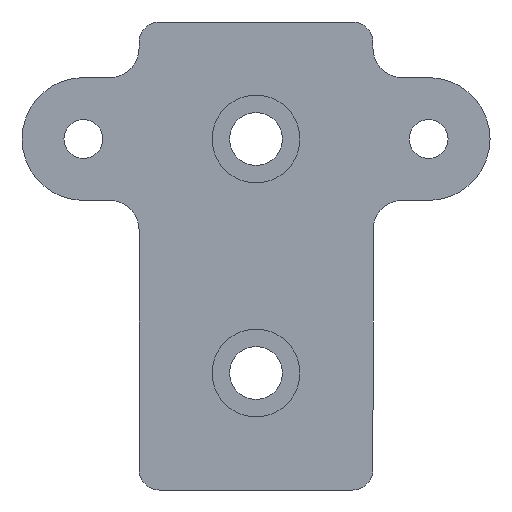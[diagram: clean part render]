
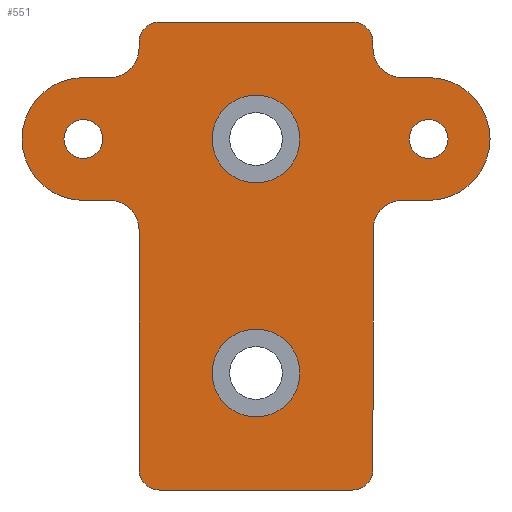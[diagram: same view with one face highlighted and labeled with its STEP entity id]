
A CAD part, front view. The second image highlights one B-rep face of the part: STEP entity #551.
In plain terms, the highlighted planar face has unit normal (0, -1, 0).
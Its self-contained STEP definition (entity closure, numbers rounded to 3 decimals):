
#98=CARTESIAN_POINT('',(7.5,-7.5,19.998));
#99=VERTEX_POINT('',#98);
#100=CARTESIAN_POINT('',(0.,-7.5,19.998));
#101=DIRECTION('',(0.0,1.0,0.0));
#102=DIRECTION('',(1.0,0.0,0.0));
#103=AXIS2_PLACEMENT_3D('',#100,#101,#102);
#104=CIRCLE('',#103,7.5);
#105=EDGE_CURVE('',#99,#99,#104,.T.);
#208=CARTESIAN_POINT('',(7.5,-7.5,59.998));
#209=VERTEX_POINT('',#208);
#210=CARTESIAN_POINT('',(0.,-7.5,59.998));
#211=DIRECTION('',(0.0,1.0,0.0));
#212=DIRECTION('',(1.0,0.0,0.0));
#213=AXIS2_PLACEMENT_3D('',#210,#211,#212);
#214=CIRCLE('',#213,7.5);
#215=EDGE_CURVE('',#209,#209,#214,.T.);
#301=CARTESIAN_POINT('',(-26.177,-7.5,59.998));
#302=VERTEX_POINT('',#301);
#303=CARTESIAN_POINT('',(-29.5,-7.5,59.998));
#304=DIRECTION('',(0.0,1.0,0.0));
#305=DIRECTION('',(1.0,0.0,0.0));
#306=AXIS2_PLACEMENT_3D('',#303,#304,#305);
#307=CIRCLE('',#306,3.324);
#308=EDGE_CURVE('',#302,#302,#307,.T.);
#350=CARTESIAN_POINT('',(32.824,-7.5,59.998));
#351=VERTEX_POINT('',#350);
#352=CARTESIAN_POINT('',(29.5,-7.5,59.998));
#353=DIRECTION('',(0.0,1.0,0.0));
#354=DIRECTION('',(1.0,0.0,0.0));
#355=AXIS2_PLACEMENT_3D('',#352,#353,#354);
#356=CIRCLE('',#355,3.324);
#357=EDGE_CURVE('',#351,#351,#356,.T.);
#362=CARTESIAN_POINT('',(0.,-7.5,43.714));
#363=DIRECTION('',(0.0,1.0,0.0));
#364=DIRECTION('',(0.0,0.0,1.0));
#365=AXIS2_PLACEMENT_3D('',#362,#363,#364);
#366=PLANE('',#365);
#367=CARTESIAN_POINT('',(16.5,-7.5,-0.002));
#368=VERTEX_POINT('',#367);
#369=CARTESIAN_POINT('',(-16.5,-7.5,-0.002));
#370=VERTEX_POINT('',#369);
#371=CARTESIAN_POINT('',(16.5,-7.5,-0.002));
#372=DIRECTION('',(-1.0,0.0,0.0));
#373=VECTOR('',#372,33.);
#374=LINE('',#371,#373);
#375=EDGE_CURVE('',#368,#370,#374,.T.);
#376=ORIENTED_EDGE('',*,*,#375,.F.);
#377=CARTESIAN_POINT('',(20.0,-7.5,3.498));
#378=VERTEX_POINT('',#377);
#379=CARTESIAN_POINT('',(16.5,-7.5,3.498));
#380=DIRECTION('',(0.0,1.0,0.0));
#381=DIRECTION('',(1.0,0.0,0.0));
#382=AXIS2_PLACEMENT_3D('',#379,#380,#381);
#383=CIRCLE('',#382,3.5);
#384=EDGE_CURVE('',#378,#368,#383,.T.);
#385=ORIENTED_EDGE('',*,*,#384,.F.);
#386=CARTESIAN_POINT('',(20.,-7.5,44.498));
#387=VERTEX_POINT('',#386);
#388=CARTESIAN_POINT('',(20.,-7.5,44.498));
#389=DIRECTION('',(0.0,0.0,-1.0));
#390=VECTOR('',#389,41.);
#391=LINE('',#388,#390);
#392=EDGE_CURVE('',#387,#378,#391,.T.);
#393=ORIENTED_EDGE('',*,*,#392,.F.);
#394=CARTESIAN_POINT('',(25.,-7.5,49.498));
#395=VERTEX_POINT('',#394);
#396=CARTESIAN_POINT('',(25.,-7.5,44.498));
#397=DIRECTION('',(0.0,-1.0,0.0));
#398=DIRECTION('',(1.0,0.0,0.0));
#399=AXIS2_PLACEMENT_3D('',#396,#397,#398);
#400=CIRCLE('',#399,5.);
#401=EDGE_CURVE('',#395,#387,#400,.T.);
#402=ORIENTED_EDGE('',*,*,#401,.F.);
#403=CARTESIAN_POINT('',(29.5,-7.5,49.498));
#404=VERTEX_POINT('',#403);
#405=CARTESIAN_POINT('',(29.5,-7.5,49.498));
#406=DIRECTION('',(-1.0,0.0,0.0));
#407=VECTOR('',#406,4.5);
#408=LINE('',#405,#407);
#409=EDGE_CURVE('',#404,#395,#408,.T.);
#410=ORIENTED_EDGE('',*,*,#409,.F.);
#411=CARTESIAN_POINT('',(29.5,-7.5,70.498));
#412=VERTEX_POINT('',#411);
#413=CARTESIAN_POINT('',(29.5,-7.5,59.998));
#414=DIRECTION('',(0.0,1.0,0.0));
#415=DIRECTION('',(0.0,0.0,1.0));
#416=AXIS2_PLACEMENT_3D('',#413,#414,#415);
#417=CIRCLE('',#416,10.5);
#418=EDGE_CURVE('',#412,#404,#417,.T.);
#419=ORIENTED_EDGE('',*,*,#418,.F.);
#420=CARTESIAN_POINT('',(25.,-7.5,70.498));
#421=VERTEX_POINT('',#420);
#422=CARTESIAN_POINT('',(25.,-7.5,70.498));
#423=DIRECTION('',(1.0,0.0,0.0));
#424=VECTOR('',#423,4.5);
#425=LINE('',#422,#424);
#426=EDGE_CURVE('',#421,#412,#425,.T.);
#427=ORIENTED_EDGE('',*,*,#426,.F.);
#428=CARTESIAN_POINT('',(20.,-7.5,75.498));
#429=VERTEX_POINT('',#428);
#430=CARTESIAN_POINT('',(25.,-7.5,75.498));
#431=DIRECTION('',(0.0,-1.0,0.0));
#432=DIRECTION('',(0.0,0.0,1.0));
#433=AXIS2_PLACEMENT_3D('',#430,#431,#432);
#434=CIRCLE('',#433,5.);
#435=EDGE_CURVE('',#429,#421,#434,.T.);
#436=ORIENTED_EDGE('',*,*,#435,.F.);
#437=CARTESIAN_POINT('',(20.,-7.5,76.498));
#438=VERTEX_POINT('',#437);
#439=CARTESIAN_POINT('',(20.,-7.5,76.498));
#440=DIRECTION('',(0.0,0.0,-1.0));
#441=VECTOR('',#440,1.);
#442=LINE('',#439,#441);
#443=EDGE_CURVE('',#438,#429,#442,.T.);
#444=ORIENTED_EDGE('',*,*,#443,.F.);
#445=CARTESIAN_POINT('',(16.5,-7.5,79.998));
#446=VERTEX_POINT('',#445);
#447=CARTESIAN_POINT('',(16.5,-7.5,76.498));
#448=DIRECTION('',(0.0,1.0,0.0));
#449=DIRECTION('',(0.0,0.0,1.0));
#450=AXIS2_PLACEMENT_3D('',#447,#448,#449);
#451=CIRCLE('',#450,3.5);
#452=EDGE_CURVE('',#446,#438,#451,.T.);
#453=ORIENTED_EDGE('',*,*,#452,.F.);
#454=CARTESIAN_POINT('',(-16.5,-7.5,79.998));
#455=VERTEX_POINT('',#454);
#456=CARTESIAN_POINT('',(-16.5,-7.5,79.998));
#457=DIRECTION('',(1.0,0.0,0.0));
#458=VECTOR('',#457,33.);
#459=LINE('',#456,#458);
#460=EDGE_CURVE('',#455,#446,#459,.T.);
#461=ORIENTED_EDGE('',*,*,#460,.F.);
#462=CARTESIAN_POINT('',(-20.,-7.5,76.498));
#463=VERTEX_POINT('',#462);
#464=CARTESIAN_POINT('',(-16.5,-7.5,76.498));
#465=DIRECTION('',(0.0,1.0,0.0));
#466=DIRECTION('',(-1.0,0.0,0.0));
#467=AXIS2_PLACEMENT_3D('',#464,#465,#466);
#468=CIRCLE('',#467,3.5);
#469=EDGE_CURVE('',#463,#455,#468,.T.);
#470=ORIENTED_EDGE('',*,*,#469,.F.);
#471=CARTESIAN_POINT('',(-20.,-7.5,75.498));
#472=VERTEX_POINT('',#471);
#473=CARTESIAN_POINT('',(-20.,-7.5,75.498));
#474=DIRECTION('',(0.0,0.0,1.0));
#475=VECTOR('',#474,1.);
#476=LINE('',#473,#475);
#477=EDGE_CURVE('',#472,#463,#476,.T.);
#478=ORIENTED_EDGE('',*,*,#477,.F.);
#479=CARTESIAN_POINT('',(-25.,-7.5,70.498));
#480=VERTEX_POINT('',#479);
#481=CARTESIAN_POINT('',(-25.,-7.5,75.498));
#482=DIRECTION('',(0.0,-1.0,0.0));
#483=DIRECTION('',(-1.0,0.0,0.0));
#484=AXIS2_PLACEMENT_3D('',#481,#482,#483);
#485=CIRCLE('',#484,5.0);
#486=EDGE_CURVE('',#480,#472,#485,.T.);
#487=ORIENTED_EDGE('',*,*,#486,.F.);
#488=CARTESIAN_POINT('',(-29.5,-7.5,70.498));
#489=VERTEX_POINT('',#488);
#490=CARTESIAN_POINT('',(-29.5,-7.5,70.498));
#491=DIRECTION('',(1.0,0.0,0.0));
#492=VECTOR('',#491,4.5);
#493=LINE('',#490,#492);
#494=EDGE_CURVE('',#489,#480,#493,.T.);
#495=ORIENTED_EDGE('',*,*,#494,.F.);
#496=CARTESIAN_POINT('',(-29.5,-7.5,49.498));
#497=VERTEX_POINT('',#496);
#498=CARTESIAN_POINT('',(-29.5,-7.5,59.998));
#499=DIRECTION('',(0.0,1.0,0.0));
#500=DIRECTION('',(0.0,0.0,-1.0));
#501=AXIS2_PLACEMENT_3D('',#498,#499,#500);
#502=CIRCLE('',#501,10.5);
#503=EDGE_CURVE('',#497,#489,#502,.T.);
#504=ORIENTED_EDGE('',*,*,#503,.F.);
#505=CARTESIAN_POINT('',(-25.,-7.5,49.498));
#506=VERTEX_POINT('',#505);
#507=CARTESIAN_POINT('',(-25.,-7.5,49.498));
#508=DIRECTION('',(-1.0,0.0,0.0));
#509=VECTOR('',#508,4.5);
#510=LINE('',#507,#509);
#511=EDGE_CURVE('',#506,#497,#510,.T.);
#512=ORIENTED_EDGE('',*,*,#511,.F.);
#513=CARTESIAN_POINT('',(-20.,-7.5,44.498));
#514=VERTEX_POINT('',#513);
#515=CARTESIAN_POINT('',(-25.,-7.5,44.498));
#516=DIRECTION('',(0.0,-1.0,0.0));
#517=DIRECTION('',(0.0,0.0,-1.0));
#518=AXIS2_PLACEMENT_3D('',#515,#516,#517);
#519=CIRCLE('',#518,5.);
#520=EDGE_CURVE('',#514,#506,#519,.T.);
#521=ORIENTED_EDGE('',*,*,#520,.F.);
#522=CARTESIAN_POINT('',(-20.0,-7.5,3.498));
#523=VERTEX_POINT('',#522);
#524=CARTESIAN_POINT('',(-20.0,-7.5,3.498));
#525=DIRECTION('',(0.0,0.0,1.0));
#526=VECTOR('',#525,41.);
#527=LINE('',#524,#526);
#528=EDGE_CURVE('',#523,#514,#527,.T.);
#529=ORIENTED_EDGE('',*,*,#528,.F.);
#530=CARTESIAN_POINT('',(-16.5,-7.5,3.498));
#531=DIRECTION('',(0.0,1.0,0.0));
#532=DIRECTION('',(0.0,0.0,-1.0));
#533=AXIS2_PLACEMENT_3D('',#530,#531,#532);
#534=CIRCLE('',#533,3.5);
#535=EDGE_CURVE('',#370,#523,#534,.T.);
#536=ORIENTED_EDGE('',*,*,#535,.F.);
#537=EDGE_LOOP('',(#376,#385,#393,#402,#410,#419,#427,#436,#444,#453,#461,#470,#478,#487,#495,#504,#512,#521,#529,#536));
#538=FACE_OUTER_BOUND('',#537,.T.);
#539=ORIENTED_EDGE('',*,*,#105,.T.);
#540=EDGE_LOOP('',(#539));
#541=FACE_BOUND('',#540,.T.);
#542=ORIENTED_EDGE('',*,*,#215,.T.);
#543=EDGE_LOOP('',(#542));
#544=FACE_BOUND('',#543,.T.);
#545=ORIENTED_EDGE('',*,*,#308,.T.);
#546=EDGE_LOOP('',(#545));
#547=FACE_BOUND('',#546,.T.);
#548=ORIENTED_EDGE('',*,*,#357,.T.);
#549=EDGE_LOOP('',(#548));
#550=FACE_BOUND('',#549,.T.);
#551=ADVANCED_FACE('',(#538,#541,#544,#547,#550),#366,.F.);
